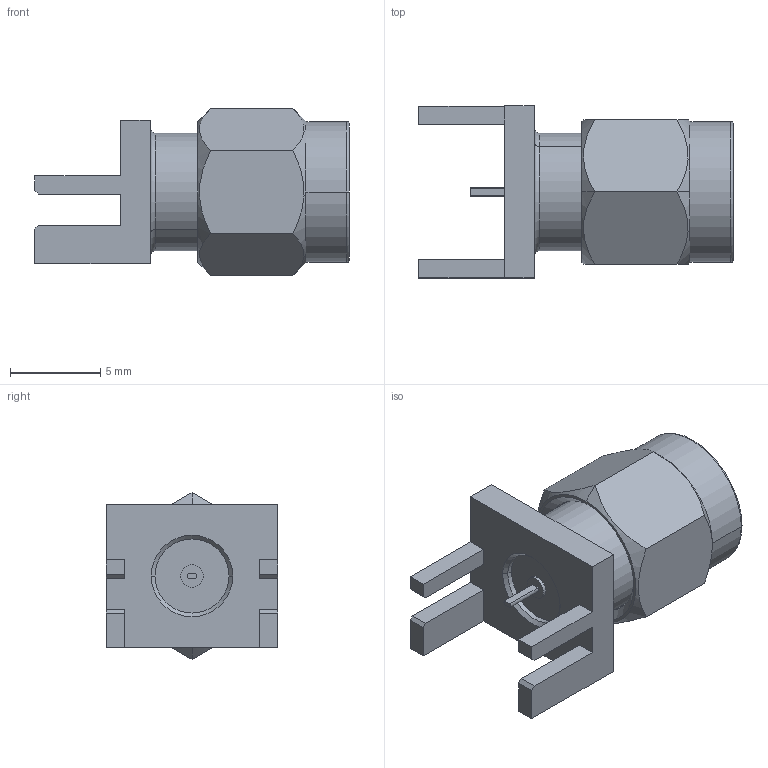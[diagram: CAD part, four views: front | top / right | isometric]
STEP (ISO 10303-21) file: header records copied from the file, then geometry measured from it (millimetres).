
FILE_DESCRIPTION((''),'2;1');
FILE_NAME('SMA1251A1-012-3GT5GP-_SW0002','2020-12-07T14:08:05',('Viji'),(''),'CREO PARAMETRIC BY PTC INC, 2019444','CREO PARAMETRIC BY PTC INC, 2019444','');
FILE_SCHEMA(('CONFIG_CONTROL_DESIGN'));
Length unit declared in the file: millimetre
Products named in the file (1): SMA1251A1-012-3GT5GP-_SW0002
Bounding box: 17.42 x 9.52 x 9.24 mm (x, y, z)
Volume: 543.4 mm3; surface area: 940.7 mm2
Topology: 1 solids, 1 shells, 120 faces, 285 edges, 182 vertices
Faces by surface type: plane 51, cylinder 37, cone 22, bspline 6, torus 4
Entity records: 5531 total; most frequent: CARTESIAN_POINT 2719, DIRECTION 573, ORIENTED_EDGE 570, EDGE_CURVE 285, AXIS2_PLACEMENT_3D 212, VERTEX_POINT 182, VECTOR 149, LINE 149
